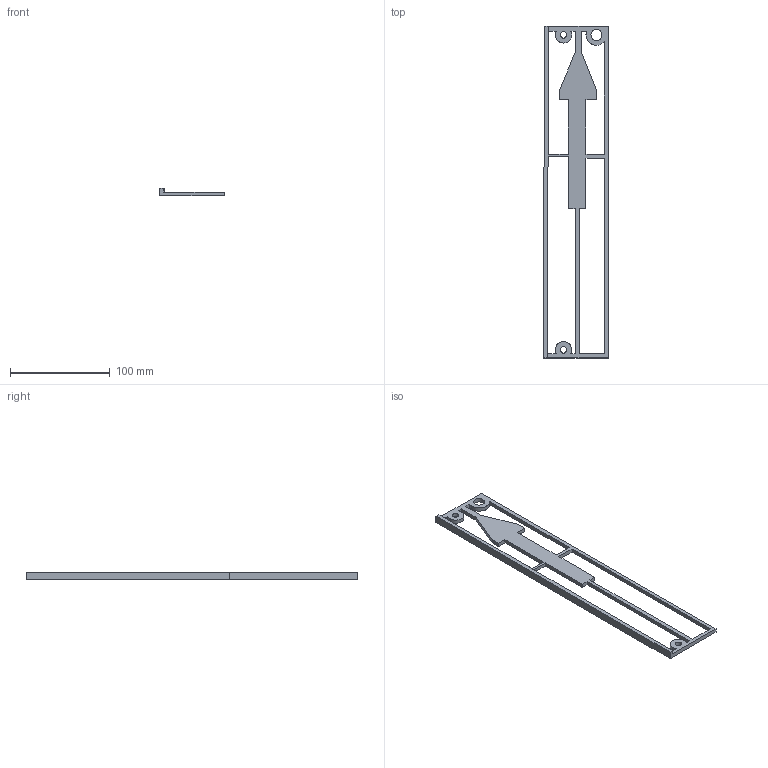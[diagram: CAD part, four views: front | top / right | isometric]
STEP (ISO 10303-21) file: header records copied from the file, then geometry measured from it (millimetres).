
FILE_DESCRIPTION(('HOOPS Exchange Step'),'2;1');
FILE_NAME('temp_export','2024-06-20T06:17:23+02:00',('Hacked'),('Shapr3D Limited'),'HOOPS Exchange 2024.2','Shapr3D','Authorized');
FILE_SCHEMA( ('AUTOMOTIVE_DESIGN { 1 0 10303 214 1 1 1 1 }') );
Length unit declared in the file: millimetre
Products named in the file (26): temp_import.step; temp_import; root
Assembly tree (25 placements, depth 5):
  root
    temp_import.step
      temp_import.step
        temp_import.step
      temp_import.step
        temp_import.step
          temp_import.step
    temp_import.step
      temp_import.step
    temp_import.step
      temp_import.step
        temp_import.step
          temp_import.step
    temp_import.step
      temp_import.step
        temp_import.step
          temp_import.step
    temp_import.step
      temp_import.step
        temp_import.step
          temp_import.step
    temp_import.step
      temp_import.step
        temp_import.step
          temp_import.step
    temp_import
Bounding box: 64.99 x 332 x 8 mm (x, y, z)
Surface area: 28719.4 mm2 (no closed solid volume)
Topology: 0 solids, 199 shells, 202 faces, 1131 edges, 1124 vertices
Faces by surface type: plane 115, bspline 78, cylinder 9
Full cylindrical faces by diameter (mm): 6.4 x2, 11 x1
Entity records: 14483 total; most frequent: CARTESIAN_POINT 5580, DIRECTION 1154, ORIENTED_EDGE 1136, EDGE_CURVE 1130, VERTEX_POINT 1124, VECTOR 782, LINE 782, STYLED_ITEM 398
